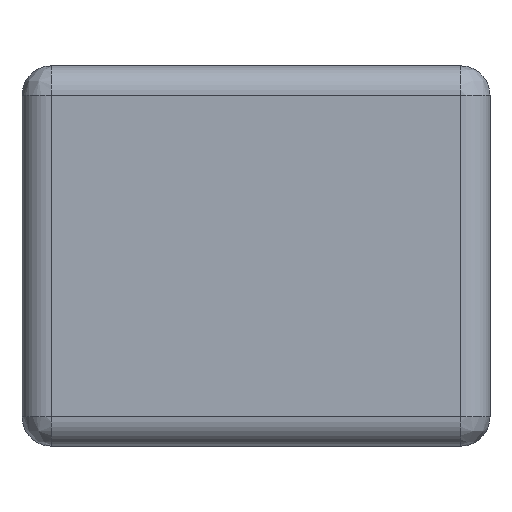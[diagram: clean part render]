
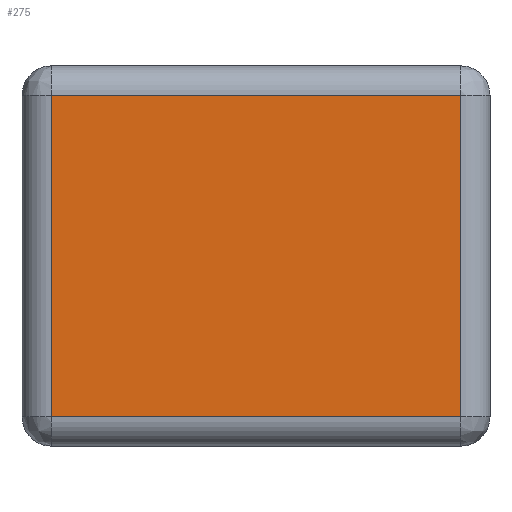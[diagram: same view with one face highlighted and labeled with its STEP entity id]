
A CAD part, left-side view. The second image highlights one B-rep face of the part: STEP entity #275.
In plain terms, the highlighted planar face has unit normal (-1, 0, 0).
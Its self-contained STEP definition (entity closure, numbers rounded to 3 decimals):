
#22 = VECTOR ( 'NONE', #833, 1000. ) ;
#98 = DIRECTION ( 'NONE',  ( 0., 0., -1. ) ) ;
#172 = CARTESIAN_POINT ( 'NONE',  ( 4.5, -0.7, 2.228 ) ) ;
#222 = AXIS2_PLACEMENT_3D ( 'NONE', #751, #1055, #98 ) ;
#224 = DIRECTION ( 'NONE',  ( 0., 0., -1. ) ) ;
#243 = LINE ( 'NONE', #356, #693 ) ;
#259 = VERTEX_POINT ( 'NONE', #855 ) ;
#275 = ADVANCED_FACE ( 'NONE', ( #850 ), #625, .F. ) ;
#303 = CARTESIAN_POINT ( 'NONE',  ( 4.5, -0.7, 3.328 ) ) ;
#356 = CARTESIAN_POINT ( 'NONE',  ( 4.5, -0.7, 3.428 ) ) ;
#373 = ORIENTED_EDGE ( 'NONE', *, *, #522, .F. ) ;
#407 = CARTESIAN_POINT ( 'NONE',  ( 4.5, 0.7, 2.228 ) ) ;
#494 = ORIENTED_EDGE ( 'NONE', *, *, #1084, .F. ) ;
#508 = LINE ( 'NONE', #619, #22 ) ;
#522 = EDGE_CURVE ( 'NONE', #812, #581, #923, .T. ) ;
#553 = DIRECTION ( 'NONE',  ( 0., 0., 1. ) ) ;
#581 = VERTEX_POINT ( 'NONE', #407 ) ;
#584 = CARTESIAN_POINT ( 'NONE',  ( 4.5, 0., 2.228 ) ) ;
#619 = CARTESIAN_POINT ( 'NONE',  ( 4.5, 0., 3.328 ) ) ;
#625 = PLANE ( 'NONE',  #222 ) ;
#693 = VECTOR ( 'NONE', #224, 1000. ) ;
#751 = CARTESIAN_POINT ( 'NONE',  ( 4.5, 0.8, 3.428 ) ) ;
#780 = LINE ( 'NONE', #1204, #1094 ) ;
#786 = EDGE_CURVE ( 'NONE', #581, #259, #780, .T. ) ;
#812 = VERTEX_POINT ( 'NONE', #172 ) ;
#833 = DIRECTION ( 'NONE',  ( 0., -1., 0. ) ) ;
#850 = FACE_OUTER_BOUND ( 'NONE', #1191, .T. ) ;
#855 = CARTESIAN_POINT ( 'NONE',  ( 4.5, 0.7, 3.328 ) ) ;
#909 = VECTOR ( 'NONE', #1243, 1000. ) ;
#910 = ORIENTED_EDGE ( 'NONE', *, *, #786, .F. ) ;
#923 = LINE ( 'NONE', #584, #909 ) ;
#971 = EDGE_CURVE ( 'NONE', #259, #1164, #508, .T. ) ;
#1055 = DIRECTION ( 'NONE',  ( 1., 0., 0. ) ) ;
#1084 = EDGE_CURVE ( 'NONE', #1164, #812, #243, .T. ) ;
#1094 = VECTOR ( 'NONE', #553, 1000. ) ;
#1164 = VERTEX_POINT ( 'NONE', #303 ) ;
#1191 = EDGE_LOOP ( 'NONE', ( #910, #373, #494, #1296 ) ) ;
#1204 = CARTESIAN_POINT ( 'NONE',  ( 4.5, 0.7, 3.428 ) ) ;
#1243 = DIRECTION ( 'NONE',  ( 0., 1., 0. ) ) ;
#1296 = ORIENTED_EDGE ( 'NONE', *, *, #971, .F. ) ;
